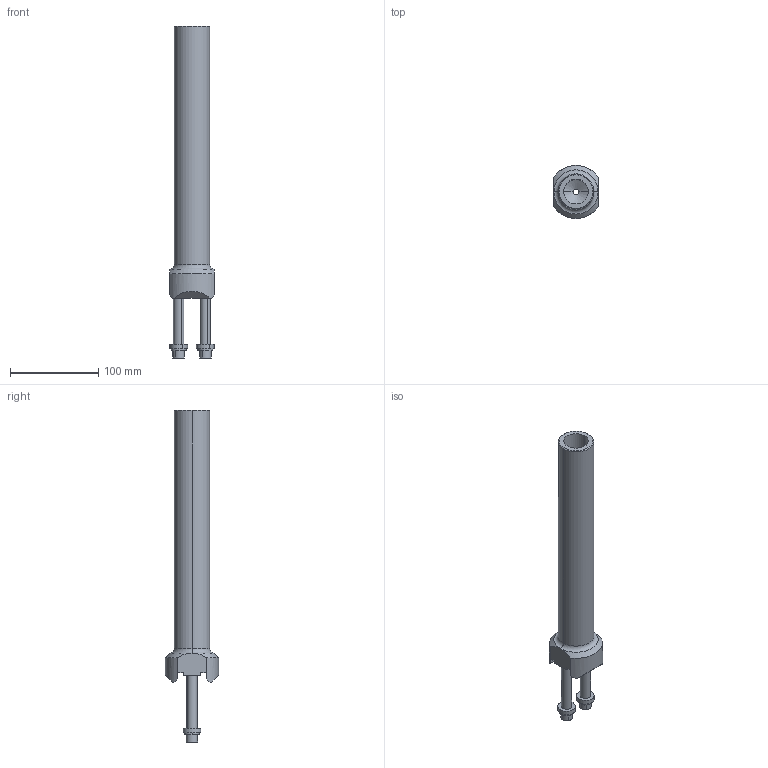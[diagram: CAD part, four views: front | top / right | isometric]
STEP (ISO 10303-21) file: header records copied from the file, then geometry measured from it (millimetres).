
FILE_DESCRIPTION(('CATIA V5 STEP Exchange','CAx-IF Rec.Pracs.--- Model Styling and Organization---1.4--- 2014-01-23'),'2;1');
FILE_NAME('TOS_043_SET_457708_00.stp','2021-06-08T10:44:12+00:00',('none'),('none'),'CATIA Version 5-6 Release 2018 SP3 HF13','CATIA V5 STEP AP214','none');
FILE_SCHEMA(('AUTOMOTIVE_DESIGN { 1 0 10303 214 1 1 1 1 }'));
Length unit declared in the file: millimetre
Products named in the file (1): TOS_043_SET_457708_00
Bounding box: 50 x 60 x 375.5 mm (x, y, z)
Volume: 264792.6 mm3; surface area: 84912.8 mm2
Topology: 1 solids, 3 shells, 113 faces, 252 edges, 160 vertices
Faces by surface type: plane 51, cylinder 46, cone 14, torus 2
Entity records: 2995 total; most frequent: CARTESIAN_POINT 577, ORIENTED_EDGE 496, DIRECTION 398, EDGE_CURVE 248, AXIS2_PLACEMENT_3D 187, VERTEX_POINT 160, EDGE_LOOP 134, VECTOR 132
